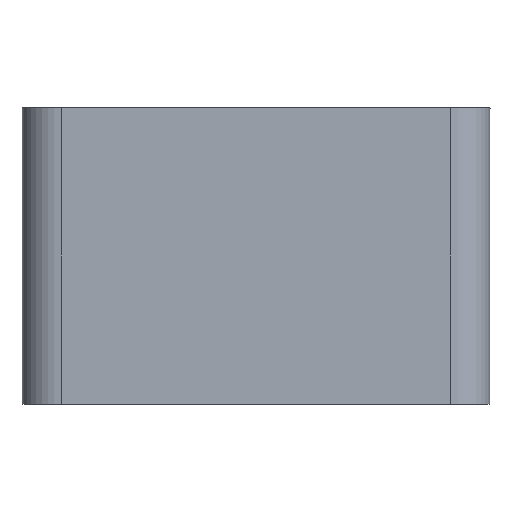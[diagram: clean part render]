
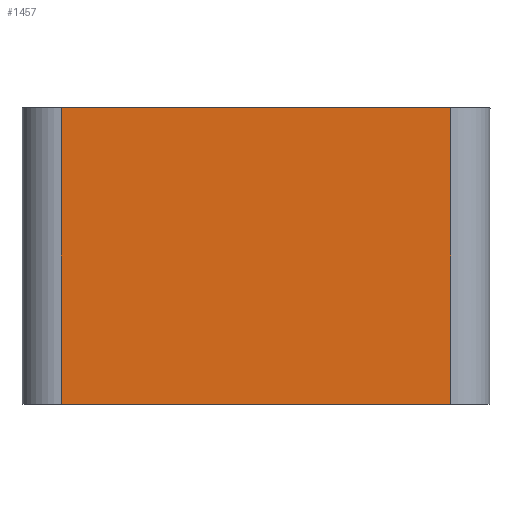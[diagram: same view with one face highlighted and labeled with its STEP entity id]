
A CAD part, front view. The second image highlights one B-rep face of the part: STEP entity #1457.
In plain terms, the highlighted planar face has unit normal (0, -1, 0).
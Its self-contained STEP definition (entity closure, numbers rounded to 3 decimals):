
#44=PLANE('',#1659);
#124=LINE('',#2520,#222);
#138=LINE('',#2601,#236);
#145=LINE('',#2623,#243);
#146=LINE('',#2625,#244);
#222=VECTOR('',#2043,10.);
#236=VECTOR('',#2119,10.);
#243=VECTOR('',#2152,10.);
#244=VECTOR('',#2155,10.);
#391=FACE_OUTER_BOUND('',#491,.T.);
#491=EDGE_LOOP('',(#1337,#1338,#1339,#1340));
#695=VERTEX_POINT('',#2517);
#696=VERTEX_POINT('',#2519);
#719=VERTEX_POINT('',#2598);
#720=VERTEX_POINT('',#2600);
#888=EDGE_CURVE('',#695,#696,#124,.T.);
#920=EDGE_CURVE('',#719,#720,#138,.T.);
#930=EDGE_CURVE('',#719,#696,#145,.T.);
#931=EDGE_CURVE('',#720,#695,#146,.T.);
#1337=ORIENTED_EDGE('',*,*,#920,.F.);
#1338=ORIENTED_EDGE('',*,*,#930,.T.);
#1339=ORIENTED_EDGE('',*,*,#888,.F.);
#1340=ORIENTED_EDGE('',*,*,#931,.F.);
#1457=ADVANCED_FACE('',(#391),#44,.T.);
#1659=AXIS2_PLACEMENT_3D('',#2624,#2153,#2154);
#2043=DIRECTION('',(1.,0.,0.));
#2119=DIRECTION('',(-1.,0.,0.));
#2152=DIRECTION('',(0.,0.,1.));
#2153=DIRECTION('center_axis',(0.,-1.,0.));
#2154=DIRECTION('ref_axis',(1.,0.,0.));
#2155=DIRECTION('',(0.,0.,1.));
#2517=CARTESIAN_POINT('',(-55.,0.,38.));
#2519=CARTESIAN_POINT('',(-5.,0.,38.));
#2520=CARTESIAN_POINT('',(-5.,0.,38.));
#2598=CARTESIAN_POINT('',(-5.,0.,0.));
#2600=CARTESIAN_POINT('',(-55.,0.,0.));
#2601=CARTESIAN_POINT('',(-5.,0.,0.));
#2623=CARTESIAN_POINT('',(-5.,0.,0.));
#2624=CARTESIAN_POINT('Origin',(-55.,0.,0.));
#2625=CARTESIAN_POINT('',(-55.,0.,0.));
